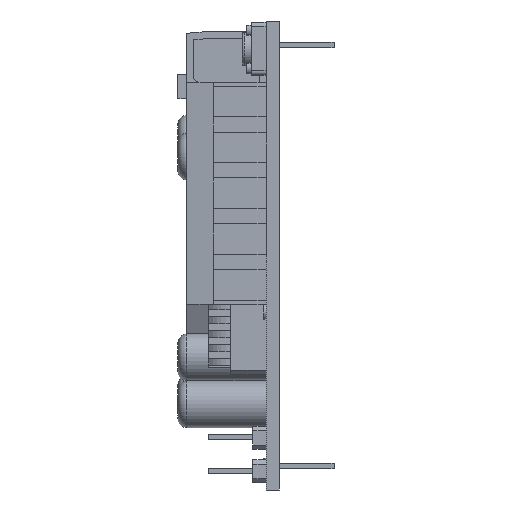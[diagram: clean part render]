
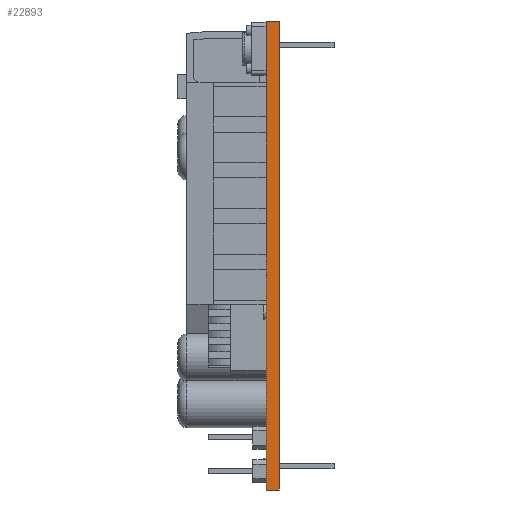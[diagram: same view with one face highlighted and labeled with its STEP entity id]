
A CAD part, left-side view. The second image highlights one B-rep face of the part: STEP entity #22893.
In plain terms, the highlighted planar face has unit normal (-1, 0, 0).
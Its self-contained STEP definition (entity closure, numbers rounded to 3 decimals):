
#726 = VERTEX_POINT ( 'NONE', #31110 ) ;
#806 = CARTESIAN_POINT ( 'NONE',  ( 1.457, -101.5, 0. ) ) ;
#1684 = AXIS2_PLACEMENT_3D ( 'NONE', #806, #34069, #10921 ) ;
#1763 = LINE ( 'NONE', #14773, #25459 ) ;
#3275 = VERTEX_POINT ( 'NONE', #22647 ) ;
#4518 = ORIENTED_EDGE ( 'NONE', *, *, #35622, .F. ) ;
#4567 = LINE ( 'NONE', #28602, #28824 ) ;
#5370 = VECTOR ( 'NONE', #21974, 1000. ) ;
#5523 = DIRECTION ( 'NONE',  ( 0., 0., 1. ) ) ;
#7740 = EDGE_LOOP ( 'NONE', ( #4518, #35839, #27635, #30492 ) ) ;
#10921 = DIRECTION ( 'NONE',  ( 0., 0., 1. ) ) ;
#12658 = VERTEX_POINT ( 'NONE', #29582 ) ;
#13071 = EDGE_CURVE ( 'NONE', #29074, #726, #4567, .T. ) ;
#14773 = CARTESIAN_POINT ( 'NONE',  ( 1.457, -101.5, -54.041 ) ) ;
#15331 = DIRECTION ( 'NONE',  ( 0., 0., 1. ) ) ;
#19730 = PLANE ( 'NONE',  #1684 ) ;
#21974 = DIRECTION ( 'NONE',  ( 0., 1., 0. ) ) ;
#22137 = FACE_OUTER_BOUND ( 'NONE', #7740, .T. ) ;
#22647 = CARTESIAN_POINT ( 'NONE',  ( 1.457, -100., -0.964 ) ) ;
#22893 = ADVANCED_FACE ( 'NONE', ( #22137 ), #19730, .T. ) ;
#25459 = VECTOR ( 'NONE', #37915, 1000. ) ;
#27341 = CARTESIAN_POINT ( 'NONE',  ( 1.457, -101.5, -54.041 ) ) ;
#27635 = ORIENTED_EDGE ( 'NONE', *, *, #13071, .T. ) ;
#28602 = CARTESIAN_POINT ( 'NONE',  ( 1.457, -101.5, 0. ) ) ;
#28824 = VECTOR ( 'NONE', #15331, 1000. ) ;
#29074 = VERTEX_POINT ( 'NONE', #27341 ) ;
#29582 = CARTESIAN_POINT ( 'NONE',  ( 1.457, -100., -54.041 ) ) ;
#30356 = LINE ( 'NONE', #41945, #34553 ) ;
#30492 = ORIENTED_EDGE ( 'NONE', *, *, #32945, .T. ) ;
#31110 = CARTESIAN_POINT ( 'NONE',  ( 1.457, -101.5, -0.964 ) ) ;
#31752 = LINE ( 'NONE', #38926, #5370 ) ;
#32945 = EDGE_CURVE ( 'NONE', #726, #3275, #31752, .T. ) ;
#34069 = DIRECTION ( 'NONE',  ( -1., 0., 0. ) ) ;
#34553 = VECTOR ( 'NONE', #5523, 1000. ) ;
#35622 = EDGE_CURVE ( 'NONE', #12658, #3275, #30356, .T. ) ;
#35839 = ORIENTED_EDGE ( 'NONE', *, *, #39517, .F. ) ;
#37915 = DIRECTION ( 'NONE',  ( 0., 1., 0. ) ) ;
#38926 = CARTESIAN_POINT ( 'NONE',  ( 1.457, -101.5, -0.964 ) ) ;
#39517 = EDGE_CURVE ( 'NONE', #29074, #12658, #1763, .T. ) ;
#41945 = CARTESIAN_POINT ( 'NONE',  ( 1.457, -100., 0. ) ) ;
